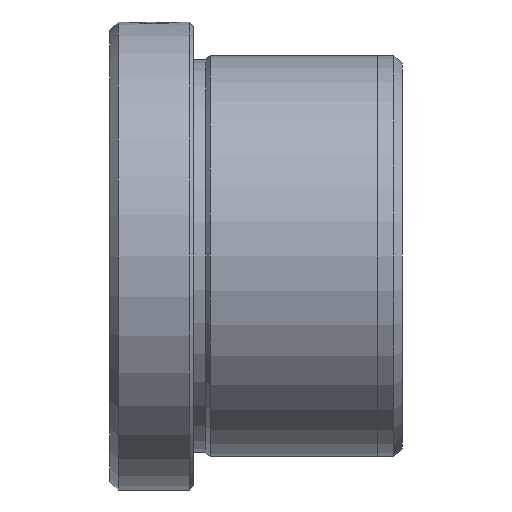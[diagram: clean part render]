
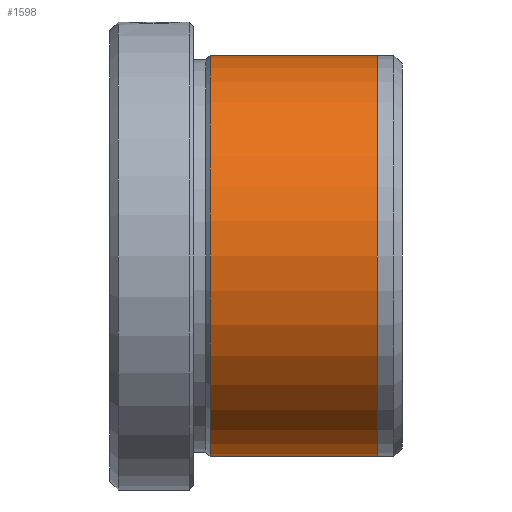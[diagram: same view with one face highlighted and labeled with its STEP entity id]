
A CAD part, left-side view. The second image highlights one B-rep face of the part: STEP entity #1598.
In plain terms, the highlighted cylindrical face has radius 24 mm (diameter 48 mm), a partial arc.
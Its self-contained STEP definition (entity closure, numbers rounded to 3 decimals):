
#8 = EDGE_CURVE ( 'NONE', #971, #548, #1367, .T. ) ;
#28 = CARTESIAN_POINT ( 'NONE',  ( 0., -12., 0. ) ) ;
#129 = EDGE_LOOP ( 'NONE', ( #705, #1021, #1728, #255 ) ) ;
#167 = DIRECTION ( 'NONE',  ( 0., 0., 1. ) ) ;
#180 = LINE ( 'NONE', #1075, #1194 ) ;
#251 = DIRECTION ( 'NONE',  ( 0., 1., 0. ) ) ;
#255 = ORIENTED_EDGE ( 'NONE', *, *, #1096, .F. ) ;
#263 = CIRCLE ( 'NONE', #502, 24. ) ;
#436 = DIRECTION ( 'NONE',  ( 0., 0., 1. ) ) ;
#485 = AXIS2_PLACEMENT_3D ( 'NONE', #710, #1529, #436 ) ;
#502 = AXIS2_PLACEMENT_3D ( 'NONE', #1583, #767, #1715 ) ;
#504 = VERTEX_POINT ( 'NONE', #1143 ) ;
#522 = CARTESIAN_POINT ( 'NONE',  ( 0., 0., -24. ) ) ;
#548 = VERTEX_POINT ( 'NONE', #1610 ) ;
#631 = EDGE_CURVE ( 'NONE', #1575, #971, #263, .T. ) ;
#684 = DIRECTION ( 'NONE',  ( 0., 1., 0. ) ) ;
#705 = ORIENTED_EDGE ( 'NONE', *, *, #8, .F. ) ;
#710 = CARTESIAN_POINT ( 'NONE',  ( 0., 0., 0. ) ) ;
#761 = EDGE_CURVE ( 'NONE', #1575, #504, #180, .T. ) ;
#767 = DIRECTION ( 'NONE',  ( 0., -1., 0. ) ) ;
#777 = CYLINDRICAL_SURFACE ( 'NONE', #485, 24. ) ;
#929 = AXIS2_PLACEMENT_3D ( 'NONE', #28, #994, #167 ) ;
#971 = VERTEX_POINT ( 'NONE', #1082 ) ;
#994 = DIRECTION ( 'NONE',  ( 0., 1., 0. ) ) ;
#998 = VECTOR ( 'NONE', #684, 1000. ) ;
#1021 = ORIENTED_EDGE ( 'NONE', *, *, #631, .F. ) ;
#1075 = CARTESIAN_POINT ( 'NONE',  ( 0., 0., 24. ) ) ;
#1082 = CARTESIAN_POINT ( 'NONE',  ( 0., -32., -24. ) ) ;
#1096 = EDGE_CURVE ( 'NONE', #548, #504, #1484, .T. ) ;
#1143 = CARTESIAN_POINT ( 'NONE',  ( 0., -12., 24. ) ) ;
#1194 = VECTOR ( 'NONE', #251, 1000. ) ;
#1367 = LINE ( 'NONE', #522, #998 ) ;
#1484 = CIRCLE ( 'NONE', #929, 24. ) ;
#1507 = CARTESIAN_POINT ( 'NONE',  ( 0., -32., 24. ) ) ;
#1529 = DIRECTION ( 'NONE',  ( 0., 1., 0. ) ) ;
#1560 = FACE_OUTER_BOUND ( 'NONE', #129, .T. ) ;
#1575 = VERTEX_POINT ( 'NONE', #1507 ) ;
#1583 = CARTESIAN_POINT ( 'NONE',  ( 0., -32., 0. ) ) ;
#1598 = ADVANCED_FACE ( 'NONE', ( #1560 ), #777, .T. ) ;
#1610 = CARTESIAN_POINT ( 'NONE',  ( 0., -12., -24. ) ) ;
#1715 = DIRECTION ( 'NONE',  ( 0., 0., -1. ) ) ;
#1728 = ORIENTED_EDGE ( 'NONE', *, *, #761, .T. ) ;
